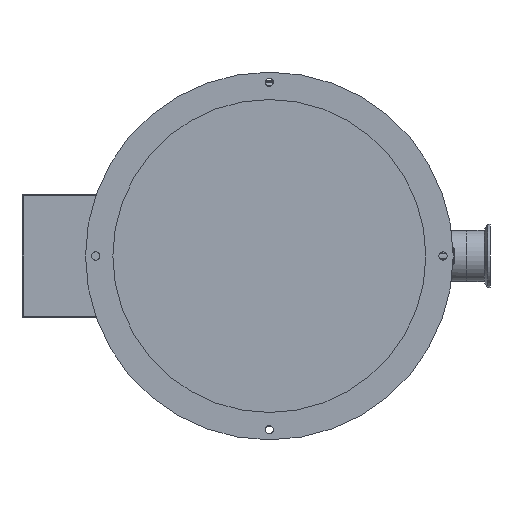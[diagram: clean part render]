
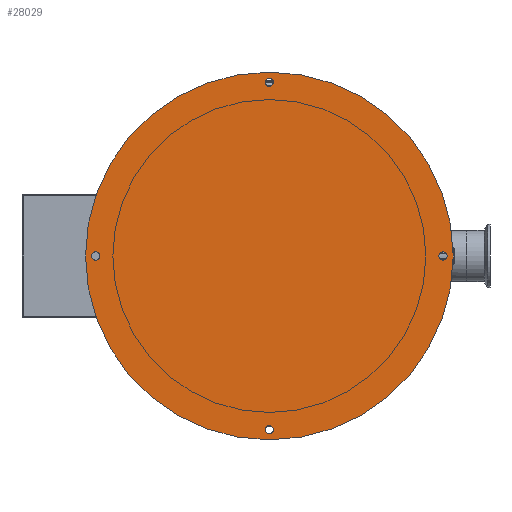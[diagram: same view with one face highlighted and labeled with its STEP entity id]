
A CAD part, front view. The second image highlights one B-rep face of the part: STEP entity #28029.
In plain terms, the highlighted planar face has unit normal (0, -1, 0).
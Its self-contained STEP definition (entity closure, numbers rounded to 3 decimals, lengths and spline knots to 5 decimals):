
#2112=FACE_BOUND('',#6706,.T.);
#2113=FACE_BOUND('',#6707,.T.);
#2114=FACE_BOUND('',#6708,.T.);
#2115=FACE_BOUND('',#6709,.T.);
#3969=FACE_OUTER_BOUND('',#6705,.T.);
#6705=EDGE_LOOP('',(#24572,#24573));
#6706=EDGE_LOOP('',(#24574,#24575));
#6707=EDGE_LOOP('',(#24576,#24577));
#6708=EDGE_LOOP('',(#24578,#24579));
#6709=EDGE_LOOP('',(#24580,#24581));
#8807=CIRCLE('',#31997,0.005);
#8808=CIRCLE('',#31998,0.005);
#8810=CIRCLE('',#32001,0.005);
#8811=CIRCLE('',#32002,0.005);
#8813=CIRCLE('',#32005,0.005);
#8814=CIRCLE('',#32006,0.005);
#8816=CIRCLE('',#32009,0.005);
#8817=CIRCLE('',#32010,0.005);
#8822=CIRCLE('',#32018,0.225);
#8823=CIRCLE('',#32019,0.225);
#13897=VERTEX_POINT('',#52307);
#13898=VERTEX_POINT('',#52309);
#13900=VERTEX_POINT('',#52315);
#13901=VERTEX_POINT('',#52317);
#13903=VERTEX_POINT('',#52323);
#13904=VERTEX_POINT('',#52325);
#13906=VERTEX_POINT('',#52331);
#13907=VERTEX_POINT('',#52333);
#13912=VERTEX_POINT('',#52347);
#13913=VERTEX_POINT('',#52348);
#17490=EDGE_CURVE('',#13898,#13897,#8807,.T.);
#17491=EDGE_CURVE('',#13897,#13898,#8808,.T.);
#17494=EDGE_CURVE('',#13901,#13900,#8810,.T.);
#17495=EDGE_CURVE('',#13900,#13901,#8811,.T.);
#17498=EDGE_CURVE('',#13904,#13903,#8813,.T.);
#17499=EDGE_CURVE('',#13903,#13904,#8814,.T.);
#17502=EDGE_CURVE('',#13907,#13906,#8816,.T.);
#17503=EDGE_CURVE('',#13906,#13907,#8817,.T.);
#17508=EDGE_CURVE('',#13912,#13913,#8822,.T.);
#17509=EDGE_CURVE('',#13913,#13912,#8823,.T.);
#24572=ORIENTED_EDGE('',*,*,#17508,.T.);
#24573=ORIENTED_EDGE('',*,*,#17509,.T.);
#24574=ORIENTED_EDGE('',*,*,#17490,.T.);
#24575=ORIENTED_EDGE('',*,*,#17491,.T.);
#24576=ORIENTED_EDGE('',*,*,#17494,.T.);
#24577=ORIENTED_EDGE('',*,*,#17495,.T.);
#24578=ORIENTED_EDGE('',*,*,#17498,.T.);
#24579=ORIENTED_EDGE('',*,*,#17499,.T.);
#24580=ORIENTED_EDGE('',*,*,#17502,.T.);
#24581=ORIENTED_EDGE('',*,*,#17503,.T.);
#26129=PLANE('',#32020);
#28029=ADVANCED_FACE('',(#3969,#2112,#2113,#2114,#2115),#26129,.T.);
#31997=AXIS2_PLACEMENT_3D('',#52310,#41089,#41090);
#31998=AXIS2_PLACEMENT_3D('',#52311,#41091,#41092);
#32001=AXIS2_PLACEMENT_3D('',#52318,#41098,#41099);
#32002=AXIS2_PLACEMENT_3D('',#52319,#41100,#41101);
#32005=AXIS2_PLACEMENT_3D('',#52326,#41107,#41108);
#32006=AXIS2_PLACEMENT_3D('',#52327,#41109,#41110);
#32009=AXIS2_PLACEMENT_3D('',#52334,#41116,#41117);
#32010=AXIS2_PLACEMENT_3D('',#52335,#41118,#41119);
#32018=AXIS2_PLACEMENT_3D('',#52349,#41134,#41135);
#32019=AXIS2_PLACEMENT_3D('',#52350,#41136,#41137);
#32020=AXIS2_PLACEMENT_3D('',#52352,#41139,#41140);
#41089=DIRECTION('center_axis',(0.,1.,0.));
#41090=DIRECTION('ref_axis',(0.,0.,
-1.));
#41091=DIRECTION('center_axis',(0.,1.,0.));
#41092=DIRECTION('ref_axis',(0.,0.,
-1.));
#41098=DIRECTION('center_axis',(0.,1.,0.));
#41099=DIRECTION('ref_axis',(1.,0.,0.));
#41100=DIRECTION('center_axis',(0.,1.,0.));
#41101=DIRECTION('ref_axis',(1.,0.,0.));
#41107=DIRECTION('center_axis',(0.,1.,0.));
#41108=DIRECTION('ref_axis',(0.,0.,
1.));
#41109=DIRECTION('center_axis',(0.,1.,0.));
#41110=DIRECTION('ref_axis',(0.,0.,
1.));
#41116=DIRECTION('center_axis',(0.,1.,0.));
#41117=DIRECTION('ref_axis',(-1.,0.,0.));
#41118=DIRECTION('center_axis',(0.,1.,0.));
#41119=DIRECTION('ref_axis',(-1.,0.,0.));
#41134=DIRECTION('center_axis',(0.,-1.,0.));
#41135=DIRECTION('ref_axis',(-1.,0.,0.));
#41136=DIRECTION('center_axis',(0.,-1.,0.));
#41137=DIRECTION('ref_axis',(-1.,0.,0.));
#41139=DIRECTION('center_axis',(0.,-1.,0.));
#41140=DIRECTION('ref_axis',(0.,0.,
1.));
#52307=CARTESIAN_POINT('',(0.2125,0.,0.005));
#52309=CARTESIAN_POINT('',(0.2125,0.,-0.005));
#52310=CARTESIAN_POINT('Origin',(0.2125,0.,
0.));
#52311=CARTESIAN_POINT('Origin',(0.2125,0.,
0.));
#52315=CARTESIAN_POINT('',(-0.005,0.,0.2125));
#52317=CARTESIAN_POINT('',(0.005,0.,0.2125));
#52318=CARTESIAN_POINT('Origin',(0.,0.,
0.2125));
#52319=CARTESIAN_POINT('Origin',(0.,0.,
0.2125));
#52323=CARTESIAN_POINT('',(-0.2125,0.,-0.005));
#52325=CARTESIAN_POINT('',(-0.2125,0.,0.005));
#52326=CARTESIAN_POINT('Origin',(-0.2125,0.,
0.));
#52327=CARTESIAN_POINT('Origin',(-0.2125,0.,
0.));
#52331=CARTESIAN_POINT('',(0.005,0.,-0.2125));
#52333=CARTESIAN_POINT('',(-0.005,0.,-0.2125));
#52334=CARTESIAN_POINT('Origin',(0.,0.,
-0.2125));
#52335=CARTESIAN_POINT('Origin',(0.,0.,
-0.2125));
#52347=CARTESIAN_POINT('',(-0.225,0.,0.));
#52348=CARTESIAN_POINT('',(0.225,0.,0.));
#52349=CARTESIAN_POINT('Origin',(0.,0.,
0.));
#52350=CARTESIAN_POINT('Origin',(0.,0.,
0.));
#52352=CARTESIAN_POINT('Origin',(-0.2075,0.,
0.));
